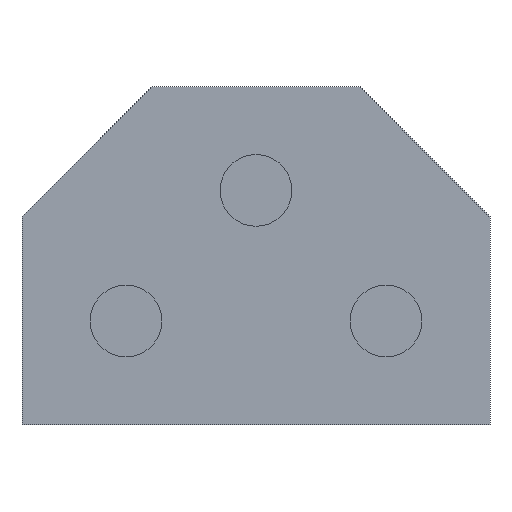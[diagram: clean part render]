
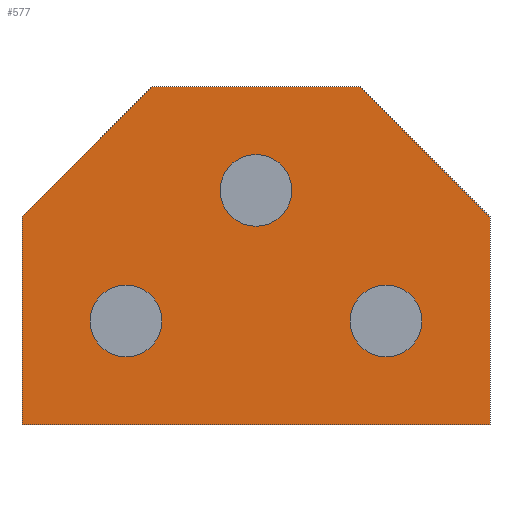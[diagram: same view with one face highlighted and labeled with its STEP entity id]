
A CAD part, front view. The second image highlights one B-rep face of the part: STEP entity #577.
In plain terms, the highlighted planar face has unit normal (0, -1, 0).
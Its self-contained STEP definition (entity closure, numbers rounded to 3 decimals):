
#45 = CARTESIAN_POINT ( 'NONE',  ( -1.016, 0., -1.016 ) ) ;
#46 = LINE ( 'NONE', #45, #61 ) ;
#61 = VECTOR ( 'NONE', #195, 1000. ) ;
#114 = AXIS2_PLACEMENT_3D ( 'NONE', #173, #172, #171 ) ;
#115 = CIRCLE ( 'NONE', #114, 0.35 ) ;
#116 = DIRECTION ( 'NONE',  ( 0., -1., 0. ) ) ;
#117 = CARTESIAN_POINT ( 'NONE',  ( -1.016, 0., -1.016 ) ) ;
#118 = AXIS2_PLACEMENT_3D ( 'NONE', #117, #116, #137 ) ;
#119 = PLANE ( 'NONE',  #118 ) ;
#120 = FACE_BOUND ( 'NONE', #591, .T. ) ;
#121 = FACE_BOUND ( 'NONE', #510, .T. ) ;
#122 = FACE_OUTER_BOUND ( 'NONE', #582, .T. ) ;
#123 = FACE_BOUND ( 'NONE', #578, .T. ) ;
#126 = CARTESIAN_POINT ( 'NONE',  ( -1.016, 0., 1.016 ) ) ;
#127 = CARTESIAN_POINT ( 'NONE',  ( -1.016, 0., -1.016 ) ) ;
#128 = DIRECTION ( 'NONE',  ( 0., 0., 1. ) ) ;
#129 = VECTOR ( 'NONE', #128, 1000. ) ;
#130 = CARTESIAN_POINT ( 'NONE',  ( -1.016, 0., 1.016 ) ) ;
#131 = LINE ( 'NONE', #130, #129 ) ;
#132 = DIRECTION ( 'NONE',  ( 0., 0., -1. ) ) ;
#133 = DIRECTION ( 'NONE',  ( 0., -1., 0. ) ) ;
#134 = CARTESIAN_POINT ( 'NONE',  ( 2.54, 0., 0. ) ) ;
#135 = AXIS2_PLACEMENT_3D ( 'NONE', #134, #133, #132 ) ;
#136 = CIRCLE ( 'NONE', #135, 0.35 ) ;
#137 = DIRECTION ( 'NONE',  ( 0., 0., -1. ) ) ;
#148 = CARTESIAN_POINT ( 'NONE',  ( 1.27, 0., 1.626 ) ) ;
#149 = DIRECTION ( 'NONE',  ( 0., 0., -1. ) ) ;
#150 = DIRECTION ( 'NONE',  ( 0., -1., 0. ) ) ;
#151 = CARTESIAN_POINT ( 'NONE',  ( 1.27, 0., 1.276 ) ) ;
#152 = AXIS2_PLACEMENT_3D ( 'NONE', #151, #150, #149 ) ;
#153 = CIRCLE ( 'NONE', #152, 0.35 ) ;
#154 = CARTESIAN_POINT ( 'NONE',  ( 1.27, 0., 0.926 ) ) ;
#170 = CARTESIAN_POINT ( 'NONE',  ( 2.54, 0., 0.35 ) ) ;
#171 = DIRECTION ( 'NONE',  ( 0., 0., -1. ) ) ;
#172 = DIRECTION ( 'NONE',  ( 0., -1., 0. ) ) ;
#173 = CARTESIAN_POINT ( 'NONE',  ( 2.54, 0., 0. ) ) ;
#184 = CARTESIAN_POINT ( 'NONE',  ( 2.54, 0., -0.35 ) ) ;
#195 = DIRECTION ( 'NONE',  ( -1., 0., 0. ) ) ;
#199 = DIRECTION ( 'NONE',  ( 0., 0., -1. ) ) ;
#200 = DIRECTION ( 'NONE',  ( 0., -1., 0. ) ) ;
#219 = CARTESIAN_POINT ( 'NONE',  ( 1.27, 0., 1.276 ) ) ;
#220 = AXIS2_PLACEMENT_3D ( 'NONE', #219, #200, #199 ) ;
#221 = CIRCLE ( 'NONE', #220, 0.35 ) ;
#222 = CARTESIAN_POINT ( 'NONE',  ( 3.556, 0., -1.016 ) ) ;
#243 = DIRECTION ( 'NONE',  ( 0., 0., -1. ) ) ;
#272 = CARTESIAN_POINT ( 'NONE',  ( 0., 0., -0.35 ) ) ;
#281 = DIRECTION ( 'NONE',  ( 0., -1., 0. ) ) ;
#282 = CARTESIAN_POINT ( 'NONE',  ( 0., 0., 0. ) ) ;
#283 = AXIS2_PLACEMENT_3D ( 'NONE', #282, #281, #243 ) ;
#284 = CIRCLE ( 'NONE', #283, 0.35 ) ;
#327 = DIRECTION ( 'NONE',  ( 0., 0., -1. ) ) ;
#328 = VECTOR ( 'NONE', #327, 1000. ) ;
#329 = CARTESIAN_POINT ( 'NONE',  ( 3.556, 0., 1.016 ) ) ;
#330 = LINE ( 'NONE', #329, #328 ) ;
#335 = CARTESIAN_POINT ( 'NONE',  ( 0., 0., 0.35 ) ) ;
#410 = LINE ( 'NONE', #445, #444 ) ;
#411 = CARTESIAN_POINT ( 'NONE',  ( 2.286, 0., 2.286 ) ) ;
#412 = DIRECTION ( 'NONE',  ( 0.707, 0., -0.707 ) ) ;
#413 = VECTOR ( 'NONE', #412, 1000. ) ;
#414 = CARTESIAN_POINT ( 'NONE',  ( 2.286, 0., 2.286 ) ) ;
#415 = LINE ( 'NONE', #414, #413 ) ;
#416 = CARTESIAN_POINT ( 'NONE',  ( 3.556, 0., 1.016 ) ) ;
#432 = DIRECTION ( 'NONE',  ( 0., 0., -1. ) ) ;
#433 = DIRECTION ( 'NONE',  ( 0., -1., 0. ) ) ;
#434 = CARTESIAN_POINT ( 'NONE',  ( 0., 0., 0. ) ) ;
#435 = AXIS2_PLACEMENT_3D ( 'NONE', #434, #433, #432 ) ;
#436 = CIRCLE ( 'NONE', #435, 0.35 ) ;
#438 = DIRECTION ( 'NONE',  ( 0.707, 0., 0.707 ) ) ;
#439 = VECTOR ( 'NONE', #438, 1000. ) ;
#440 = CARTESIAN_POINT ( 'NONE',  ( -1.016, 0., 1.016 ) ) ;
#441 = LINE ( 'NONE', #440, #439 ) ;
#442 = CARTESIAN_POINT ( 'NONE',  ( 0.254, 0., 2.286 ) ) ;
#443 = DIRECTION ( 'NONE',  ( 1., 0., 0. ) ) ;
#444 = VECTOR ( 'NONE', #443, 1000. ) ;
#445 = CARTESIAN_POINT ( 'NONE',  ( 0.254, 0., 2.286 ) ) ;
#496 = VERTEX_POINT ( 'NONE', #335 ) ;
#499 = ORIENTED_EDGE ( 'NONE', *, *, #500, .F. ) ;
#500 = EDGE_CURVE ( 'NONE', #501, #589, #330, .T. ) ;
#501 = VERTEX_POINT ( 'NONE', #416 ) ;
#502 = ORIENTED_EDGE ( 'NONE', *, *, #503, .F. ) ;
#503 = EDGE_CURVE ( 'NONE', #504, #501, #415, .T. ) ;
#504 = VERTEX_POINT ( 'NONE', #411 ) ;
#505 = ORIENTED_EDGE ( 'NONE', *, *, #506, .F. ) ;
#506 = EDGE_CURVE ( 'NONE', #507, #504, #410, .T. ) ;
#507 = VERTEX_POINT ( 'NONE', #442 ) ;
#508 = ORIENTED_EDGE ( 'NONE', *, *, #509, .F. ) ;
#509 = EDGE_CURVE ( 'NONE', #586, #507, #441, .T. ) ;
#510 = EDGE_LOOP ( 'NONE', ( #511, #590 ) ) ;
#511 = ORIENTED_EDGE ( 'NONE', *, *, #512, .F. ) ;
#512 = EDGE_CURVE ( 'NONE', #496, #604, #436, .T. ) ;
#551 = VERTEX_POINT ( 'NONE', #184 ) ;
#553 = EDGE_CURVE ( 'NONE', #551, #554, #115, .T. ) ;
#554 = VERTEX_POINT ( 'NONE', #170 ) ;
#564 = VERTEX_POINT ( 'NONE', #154 ) ;
#566 = EDGE_CURVE ( 'NONE', #564, #567, #153, .T. ) ;
#567 = VERTEX_POINT ( 'NONE', #148 ) ;
#577 = ADVANCED_FACE ( 'NONE', ( #123, #122, #121, #120 ), #119, .T. ) ;
#578 = EDGE_LOOP ( 'NONE', ( #579, #581 ) ) ;
#579 = ORIENTED_EDGE ( 'NONE', *, *, #580, .F. ) ;
#580 = EDGE_CURVE ( 'NONE', #554, #551, #136, .T. ) ;
#581 = ORIENTED_EDGE ( 'NONE', *, *, #553, .F. ) ;
#582 = EDGE_LOOP ( 'NONE', ( #583, #587, #499, #502, #505, #508 ) ) ;
#583 = ORIENTED_EDGE ( 'NONE', *, *, #584, .F. ) ;
#584 = EDGE_CURVE ( 'NONE', #585, #586, #131, .T. ) ;
#585 = VERTEX_POINT ( 'NONE', #127 ) ;
#586 = VERTEX_POINT ( 'NONE', #126 ) ;
#587 = ORIENTED_EDGE ( 'NONE', *, *, #588, .F. ) ;
#588 = EDGE_CURVE ( 'NONE', #589, #585, #46, .T. ) ;
#589 = VERTEX_POINT ( 'NONE', #222 ) ;
#590 = ORIENTED_EDGE ( 'NONE', *, *, #606, .F. ) ;
#591 = EDGE_LOOP ( 'NONE', ( #592, #594 ) ) ;
#592 = ORIENTED_EDGE ( 'NONE', *, *, #593, .F. ) ;
#593 = EDGE_CURVE ( 'NONE', #567, #564, #221, .T. ) ;
#594 = ORIENTED_EDGE ( 'NONE', *, *, #566, .F. ) ;
#604 = VERTEX_POINT ( 'NONE', #272 ) ;
#606 = EDGE_CURVE ( 'NONE', #604, #496, #284, .T. ) ;
